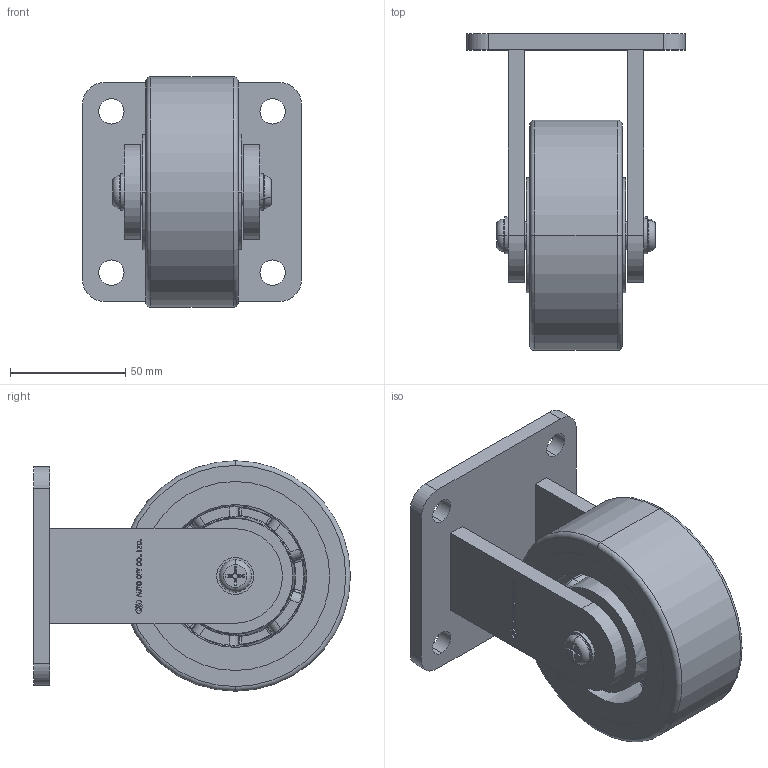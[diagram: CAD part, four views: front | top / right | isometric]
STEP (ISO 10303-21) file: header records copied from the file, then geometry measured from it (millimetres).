
FILE_DESCRIPTION (( 'STEP AP203' ), '1' );
FILE_NAME ('ACMU-100RF.STEP', '2015-09-11T04:41:27', ( 'WON SINCHUL' ), ( 'Hewlett-Packard Company' ), 'SwSTEP 2.0', 'SolidWorks 2015', '' );
FILE_SCHEMA (( 'CONFIG_CONTROL_DESIGN' ));
Length unit declared in the file: millimetre
Products named in the file (1): ACMU-100RF
Bounding box: 95 x 137.5 x 100 mm (x, y, z)
Volume: 372585.9 mm3; surface area: 107546.8 mm2
Topology: 7 solids, 7 shells, 987 faces, 2567 edges, 1653 vertices
Faces by surface type: bspline 564, plane 246, cylinder 97, torus 52, cone 28
Entity records: 46417 total; most frequent: CARTESIAN_POINT 26026, ORIENTED_EDGE 5130, DIRECTION 2646, EDGE_CURVE 2565, VERTEX_POINT 1653, B_SPLINE_CURVE_WITH_KNOTS 1120, EDGE_LOOP 1064, VECTOR 990
